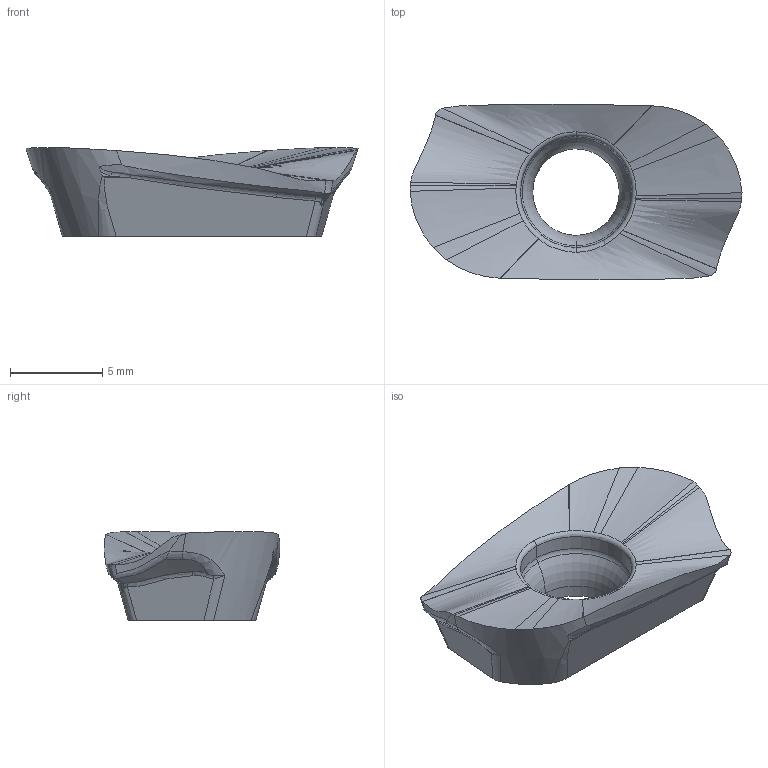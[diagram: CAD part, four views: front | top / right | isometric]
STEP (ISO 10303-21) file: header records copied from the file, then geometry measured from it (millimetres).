
FILE_DESCRIPTION(/* description */ (''),/* implementation_level */ '2;1');
FILE_NAME(/* name */ 'AOMT184850PEER-H.stp',/* time_stamp */ '2021-09-07T08:29:16+09:00',/* author */ (''),/* organization */ (''),/* preprocessor_version */ 'ST-DEVELOPER v16',/* originating_system */ 'SIEMENS PLM Software NX 10.0',/* authorisation */ '');
FILE_SCHEMA (('AUTOMOTIVE_DESIGN { 1 0 10303 214 3 1 1 1 }'));
Length unit declared in the file: millimetre
Products named in the file (1): AOMT184850PEER-H
Bounding box: 17.96 x 9.5 x 4.8 mm (x, y, z)
Volume: 370.7 mm3; surface area: 452.9 mm2
Topology: 1 solids, 1 shells, 93 faces, 271 edges, 199 vertices
Faces by surface type: bspline 70, plane 9, torus 6, cone 4, cylinder 2, extrusion 2
Entity records: 6399 total; most frequent: CARTESIAN_POINT 4433, ORIENTED_EDGE 498, EDGE_CURVE 249, B_SPLINE_CURVE_WITH_KNOTS 192, DIRECTION 174, VERTEX_POINT 157, EDGE_LOOP 94, ADVANCED_FACE 93
